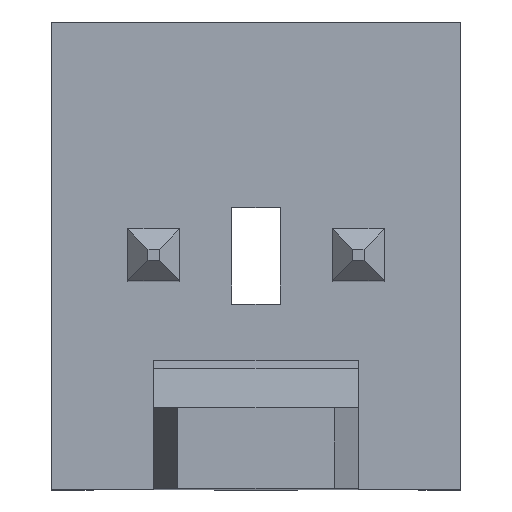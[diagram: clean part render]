
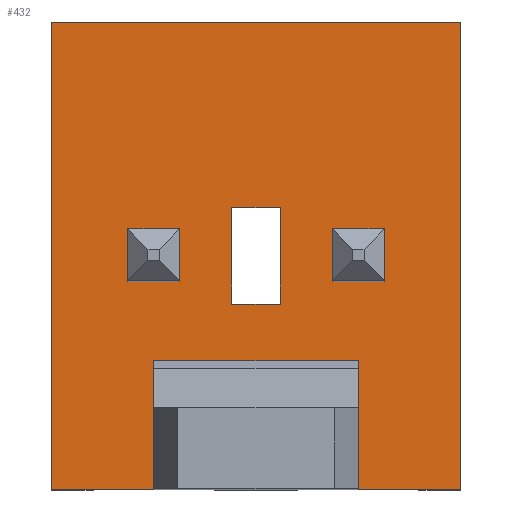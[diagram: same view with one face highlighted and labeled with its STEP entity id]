
A CAD part, top view. The second image highlights one B-rep face of the part: STEP entity #432.
In plain terms, the highlighted planar face has unit normal (0, 0, 1).
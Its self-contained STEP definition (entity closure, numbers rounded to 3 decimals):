
#12=DIRECTION('',(0.,0.,1.));
#27=VECTOR('',#28,1.);
#28=DIRECTION('',(1.,0.,0.));
#34=VECTOR('',#35,1.);
#35=DIRECTION('',(0.,1.,0.));
#71=VECTOR('',#72,1.);
#72=DIRECTION('',(-1.,0.,0.));
#103=VERTEX_POINT('',#104);
#104=CARTESIAN_POINT('',(3.81,-2.9,3.17));
#107=EDGE_CURVE('',#108,#103,#110,.T.);
#108=VERTEX_POINT('',#109);
#109=CARTESIAN_POINT('',(2.54,-2.9,3.17));
#110=LINE('',#111,#27);
#111=CARTESIAN_POINT('',(-1.27,-2.9,3.17));
#134=VERTEX_POINT('',#135);
#135=CARTESIAN_POINT('',(0.,-2.9,3.17));
#138=EDGE_CURVE('',#139,#134,#110,.T.);
#139=VERTEX_POINT('',#111);
#146=DIRECTION('',(-0.,-1.,-0.));
#221=VECTOR('',#222,1.);
#222=DIRECTION('',(0.,-1.,0.));
#421=ORIENTED_EDGE('',*,*,#422,.T.);
#422=EDGE_CURVE('',#103,#423,#425,.T.);
#423=VERTEX_POINT('',#424);
#424=CARTESIAN_POINT('',(3.81,2.9,3.17));
#425=LINE('',#104,#34);
#432=ADVANCED_FACE('',(#433,#462,#488,#510),#536,.T.);
#433=FACE_BOUND('',#434,.T.);
#434=EDGE_LOOP('',(#435,#440,#441,#447,#455,#458,#421,#459));
#435=ORIENTED_EDGE('',*,*,#436,.T.);
#436=EDGE_CURVE('',#437,#139,#439,.T.);
#437=VERTEX_POINT('',#438);
#438=CARTESIAN_POINT('',(-1.27,2.9,3.17));
#439=LINE('',#438,#221);
#440=ORIENTED_EDGE('',*,*,#138,.T.);
#441=ORIENTED_EDGE('',*,*,#442,.F.);
#442=EDGE_CURVE('',#443,#134,#445,.T.);
#443=VERTEX_POINT('',#444);
#444=CARTESIAN_POINT('',(0.,-1.3,3.17));
#445=LINE('',#444,#446);
#446=VECTOR('',#146,1.);
#447=ORIENTED_EDGE('',*,*,#448,.F.);
#448=EDGE_CURVE('',#449,#443,#451,.T.);
#449=VERTEX_POINT('',#450);
#450=CARTESIAN_POINT('',(2.54,-1.3,3.17));
#451=LINE('',#452,#453);
#452=CARTESIAN_POINT('',(1.27,-1.3,3.17));
#453=VECTOR('',#454,1.);
#454=DIRECTION('',(-1.,-0.,-0.));
#455=ORIENTED_EDGE('',*,*,#456,.T.);
#456=EDGE_CURVE('',#449,#108,#457,.T.);
#457=LINE('',#450,#221);
#458=ORIENTED_EDGE('',*,*,#107,.T.);
#459=ORIENTED_EDGE('',*,*,#460,.T.);
#460=EDGE_CURVE('',#423,#437,#461,.T.);
#461=LINE('',#424,#71);
#462=FACE_BOUND('',#463,.T.);
#463=EDGE_LOOP('',(#464,#472,#478,#484));
#464=ORIENTED_EDGE('',*,*,#465,.F.);
#465=EDGE_CURVE('',#466,#468,#470,.T.);
#466=VERTEX_POINT('',#467);
#467=CARTESIAN_POINT('',(2.86,-0.32,3.17));
#468=VERTEX_POINT('',#469);
#469=CARTESIAN_POINT('',(2.86,0.32,3.17));
#470=LINE('',#471,#34);
#471=CARTESIAN_POINT('',(2.86,0.,3.17));
#472=ORIENTED_EDGE('',*,*,#473,.T.);
#473=EDGE_CURVE('',#466,#474,#476,.T.);
#474=VERTEX_POINT('',#475);
#475=CARTESIAN_POINT('',(2.22,-0.32,3.17));
#476=LINE('',#477,#71);
#477=CARTESIAN_POINT('',(1.745,-0.32,3.17));
#478=ORIENTED_EDGE('',*,*,#479,.T.);
#479=EDGE_CURVE('',#474,#480,#482,.T.);
#480=VERTEX_POINT('',#481);
#481=CARTESIAN_POINT('',(2.22,0.32,3.17));
#482=LINE('',#483,#34);
#483=CARTESIAN_POINT('',(2.22,0.,3.17));
#484=ORIENTED_EDGE('',*,*,#485,.T.);
#485=EDGE_CURVE('',#480,#468,#486,.T.);
#486=LINE('',#487,#27);
#487=CARTESIAN_POINT('',(1.745,0.32,3.17));
#488=FACE_BOUND('',#489,.T.);
#489=EDGE_LOOP('',(#490,#497,#502,#507));
#490=ORIENTED_EDGE('',*,*,#491,.F.);
#491=EDGE_CURVE('',#492,#494,#496,.T.);
#492=VERTEX_POINT('',#493);
#493=CARTESIAN_POINT('',(1.57,0.6,3.17));
#494=VERTEX_POINT('',#495);
#495=CARTESIAN_POINT('',(0.97,0.6,3.17));
#496=LINE('',#493,#71);
#497=ORIENTED_EDGE('',*,*,#498,.F.);
#498=EDGE_CURVE('',#499,#492,#501,.T.);
#499=VERTEX_POINT('',#500);
#500=CARTESIAN_POINT('',(1.57,-0.6,3.17));
#501=LINE('',#500,#34);
#502=ORIENTED_EDGE('',*,*,#503,.F.);
#503=EDGE_CURVE('',#504,#499,#506,.T.);
#504=VERTEX_POINT('',#505);
#505=CARTESIAN_POINT('',(0.97,-0.6,3.17));
#506=LINE('',#505,#27);
#507=ORIENTED_EDGE('',*,*,#508,.F.);
#508=EDGE_CURVE('',#494,#504,#509,.T.);
#509=LINE('',#495,#221);
#510=FACE_BOUND('',#511,.T.);
#511=EDGE_LOOP('',(#512,#520,#526,#532));
#512=ORIENTED_EDGE('',*,*,#513,.F.);
#513=EDGE_CURVE('',#514,#516,#518,.T.);
#514=VERTEX_POINT('',#515);
#515=CARTESIAN_POINT('',(0.32,-0.32,3.17));
#516=VERTEX_POINT('',#517);
#517=CARTESIAN_POINT('',(0.32,0.32,3.17));
#518=LINE('',#519,#34);
#519=CARTESIAN_POINT('',(0.32,0.,3.17));
#520=ORIENTED_EDGE('',*,*,#521,.T.);
#521=EDGE_CURVE('',#514,#522,#524,.T.);
#522=VERTEX_POINT('',#523);
#523=CARTESIAN_POINT('',(-0.32,-0.32,3.17));
#524=LINE('',#525,#71);
#525=CARTESIAN_POINT('',(0.475,-0.32,3.17));
#526=ORIENTED_EDGE('',*,*,#527,.T.);
#527=EDGE_CURVE('',#522,#528,#530,.T.);
#528=VERTEX_POINT('',#529);
#529=CARTESIAN_POINT('',(-0.32,0.32,3.17));
#530=LINE('',#531,#34);
#531=CARTESIAN_POINT('',(-0.32,0.,3.17));
#532=ORIENTED_EDGE('',*,*,#533,.T.);
#533=EDGE_CURVE('',#528,#516,#534,.T.);
#534=LINE('',#535,#27);
#535=CARTESIAN_POINT('',(0.475,0.32,3.17));
#536=PLANE('',#537);
#537=AXIS2_PLACEMENT_3D('',#538,#12,#28);
#538=CARTESIAN_POINT('',(1.27,0.,3.17));
